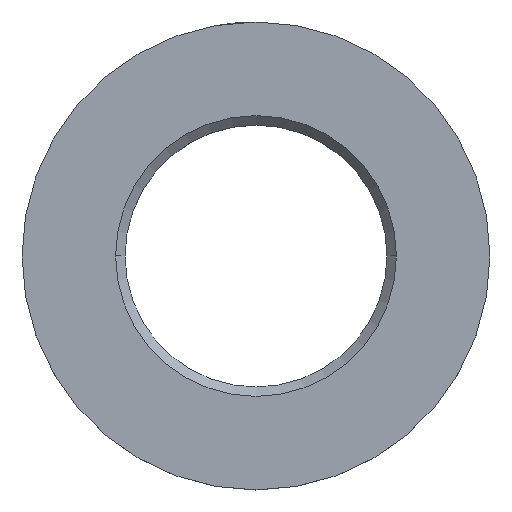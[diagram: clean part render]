
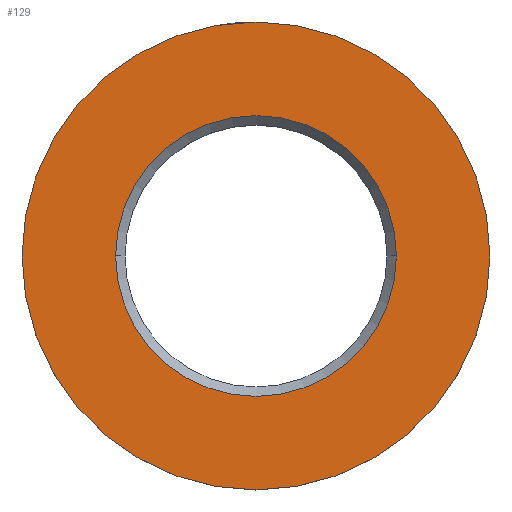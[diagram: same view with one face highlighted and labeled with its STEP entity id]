
A CAD part, top view. The second image highlights one B-rep face of the part: STEP entity #129.
In plain terms, the highlighted planar face has unit normal (0, 0, 1).
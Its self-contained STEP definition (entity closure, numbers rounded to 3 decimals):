
#63=VERTEX_POINT('',#158);
#65=EDGE_CURVE('',#63,#87,#160,.T.);
#69=EDGE_CURVE('',#91,#111,#165,.T.);
#87=VERTEX_POINT('',#185);
#91=VERTEX_POINT('',#189);
#111=VERTEX_POINT('',#213);
#117=EDGE_CURVE('',#87,#63,#219,.T.);
#129=ADVANCED_FACE('',(#233,#234),#235,.T.);
#137=EDGE_CURVE('',#111,#91,#244,.T.);
#158=CARTESIAN_POINT('',(-25.,0.,10.2));
#160=CIRCLE('',#258,25.0);
#165=CIRCLE('',#264,15.0);
#185=CARTESIAN_POINT('',(25.,0.0,10.2));
#189=CARTESIAN_POINT('',(-15.,0.,10.2));
#213=CARTESIAN_POINT('',(15.,0.0,10.2));
#219=CIRCLE('',#451,25.0);
#233=FACE_OUTER_BOUND('',#467,.T.);
#234=FACE_BOUND('',#468,.T.);
#235=PLANE('',#469);
#244=CIRCLE('',#479,15.0);
#258=AXIS2_PLACEMENT_3D('',#484,#485,#486);
#264=AXIS2_PLACEMENT_3D('',#495,#496,#497);
#451=AXIS2_PLACEMENT_3D('',#547,#548,#549);
#467=EDGE_LOOP('',(#568,#569));
#468=EDGE_LOOP('',(#570,#571));
#469=AXIS2_PLACEMENT_3D('',#572,#573,#574);
#479=AXIS2_PLACEMENT_3D('',#583,#584,#585);
#484=CARTESIAN_POINT('',(0.,0.0,10.2));
#485=DIRECTION('',(0.,0.0,1.0));
#486=DIRECTION('',(1.0,0.0,0.));
#495=CARTESIAN_POINT('',(0.,0.0,10.2));
#496=DIRECTION('',(0.,0.0,-1.0));
#497=DIRECTION('',(1.0,0.0,0.));
#547=CARTESIAN_POINT('',(0.,0.0,10.2));
#548=DIRECTION('',(0.,0.0,1.0));
#549=DIRECTION('',(1.0,0.0,0.));
#568=ORIENTED_EDGE('',*,*,#117,.T.);
#569=ORIENTED_EDGE('',*,*,#65,.T.);
#570=ORIENTED_EDGE('',*,*,#137,.T.);
#571=ORIENTED_EDGE('',*,*,#69,.T.);
#572=CARTESIAN_POINT('',(0.,20.0,10.2));
#573=DIRECTION('',(0.,0.0,1.0));
#574=DIRECTION('',(1.0,0.0,0.));
#583=CARTESIAN_POINT('',(0.,0.0,10.2));
#584=DIRECTION('',(0.,0.0,-1.0));
#585=DIRECTION('',(1.0,0.0,0.));
